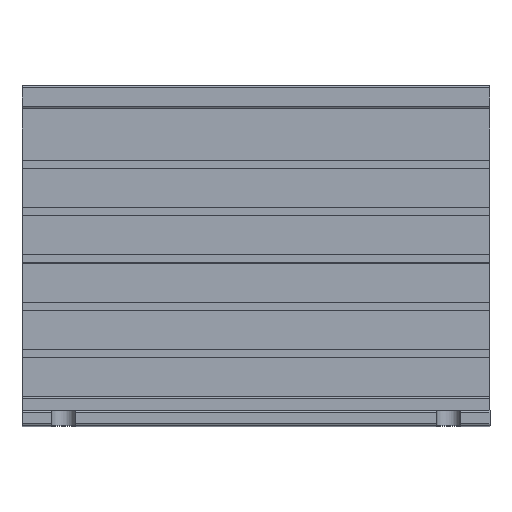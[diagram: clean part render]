
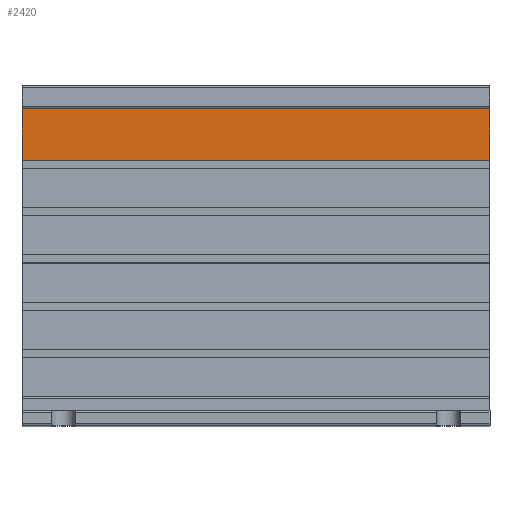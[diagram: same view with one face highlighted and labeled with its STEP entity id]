
A CAD part, top view. The second image highlights one B-rep face of the part: STEP entity #2420.
In plain terms, the highlighted planar face has unit normal (0, 0, 1).
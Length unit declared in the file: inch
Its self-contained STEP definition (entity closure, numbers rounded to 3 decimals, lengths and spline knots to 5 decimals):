
#228 = ORIENTED_EDGE ( 'NONE', *, *, #5678, .T. ) ;
#291 = CARTESIAN_POINT ( 'NONE',  ( -2.69682, 2.13446, 0.56979 ) ) ;
#382 = CARTESIAN_POINT ( 'NONE',  ( 1.63389, 1.65415, 0.56979 ) ) ;
#527 = EDGE_CURVE ( 'NONE', #784, #6265, #5722, .T. ) ;
#784 = VERTEX_POINT ( 'NONE', #3650 ) ;
#988 = FACE_OUTER_BOUND ( 'NONE', #2776, .T. ) ;
#1093 = DIRECTION ( 'NONE',  ( 1., 0., 0. ) ) ;
#1095 = CARTESIAN_POINT ( 'NONE',  ( 1.63389, 2.13446, 0.56979 ) ) ;
#1375 = CARTESIAN_POINT ( 'NONE',  ( 1.63389, 1.65415, 0.56979 ) ) ;
#1385 = LINE ( 'NONE', #3294, #2645 ) ;
#1914 = LINE ( 'NONE', #1095, #2036 ) ;
#2036 = VECTOR ( 'NONE', #1093, 39.37008 ) ;
#2182 = CARTESIAN_POINT ( 'NONE',  ( 1.63389, 2.13446, 0.56979 ) ) ;
#2250 = DIRECTION ( 'NONE',  ( 1., 0., 0. ) ) ;
#2413 = VECTOR ( 'NONE', #7103, 39.37008 ) ;
#2420 = ADVANCED_FACE ( 'NONE', ( #988 ), #7130, .F. ) ;
#2645 = VECTOR ( 'NONE', #3286, 39.37008 ) ;
#2776 = EDGE_LOOP ( 'NONE', ( #6147, #6447, #5151, #228 ) ) ;
#3142 = VERTEX_POINT ( 'NONE', #2182 ) ;
#3286 = DIRECTION ( 'NONE',  ( 0., -1., 0. ) ) ;
#3294 = CARTESIAN_POINT ( 'NONE',  ( -2.69682, 2.13446, 0.56979 ) ) ;
#3436 = VECTOR ( 'NONE', #2250, 39.37008 ) ;
#3458 = LINE ( 'NONE', #7113, #2413 ) ;
#3587 = AXIS2_PLACEMENT_3D ( 'NONE', #5517, #5516, #5510 ) ;
#3650 = CARTESIAN_POINT ( 'NONE',  ( -2.69682, 1.65415, 0.56979 ) ) ;
#3964 = VERTEX_POINT ( 'NONE', #291 ) ;
#4797 = EDGE_CURVE ( 'NONE', #3142, #6265, #3458, .T. ) ;
#5151 = ORIENTED_EDGE ( 'NONE', *, *, #6300, .F. ) ;
#5510 = DIRECTION ( 'NONE',  ( -1., 0., 0. ) ) ;
#5516 = DIRECTION ( 'NONE',  ( 0., 0., -1. ) ) ;
#5517 = CARTESIAN_POINT ( 'NONE',  ( 1.63389, 2.13446, 0.56979 ) ) ;
#5678 = EDGE_CURVE ( 'NONE', #3964, #784, #1385, .T. ) ;
#5722 = LINE ( 'NONE', #382, #3436 ) ;
#6147 = ORIENTED_EDGE ( 'NONE', *, *, #527, .T. ) ;
#6265 = VERTEX_POINT ( 'NONE', #1375 ) ;
#6300 = EDGE_CURVE ( 'NONE', #3964, #3142, #1914, .T. ) ;
#6447 = ORIENTED_EDGE ( 'NONE', *, *, #4797, .F. ) ;
#7103 = DIRECTION ( 'NONE',  ( 0., -1., 0. ) ) ;
#7113 = CARTESIAN_POINT ( 'NONE',  ( 1.63389, 2.14234, 0.56979 ) ) ;
#7130 = PLANE ( 'NONE',  #3587 ) ;
